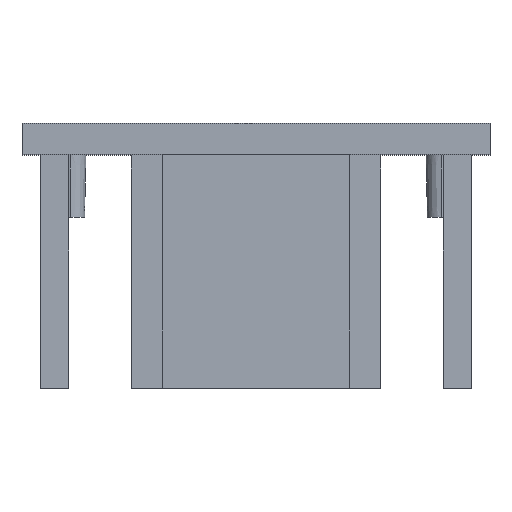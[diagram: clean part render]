
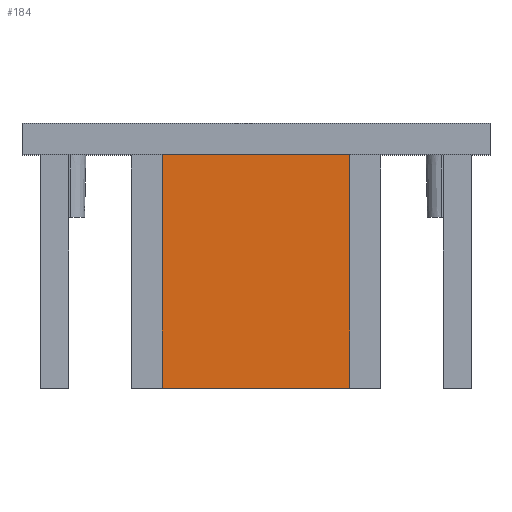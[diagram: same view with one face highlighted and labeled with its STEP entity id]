
A CAD part, top view. The second image highlights one B-rep face of the part: STEP entity #184.
In plain terms, the highlighted planar face has unit normal (0, 0, 1).
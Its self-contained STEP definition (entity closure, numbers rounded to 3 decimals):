
#44 = PLANE ( 'NONE',  #206 ) ;
#46 = CARTESIAN_POINT ( 'NONE',  ( 6., -1., 13.5 ) ) ;
#50 = VECTOR ( 'NONE', #164, 1000. ) ;
#104 = CARTESIAN_POINT ( 'NONE',  ( 6., -1., 13.5 ) ) ;
#164 = DIRECTION ( 'NONE',  ( 0., 1., 0. ) ) ;
#168 = DIRECTION ( 'NONE',  ( -1., 0., 0. ) ) ;
#181 = ORIENTED_EDGE ( 'NONE', *, *, #622, .T. ) ;
#184 = ADVANCED_FACE ( 'NONE', ( #740 ), #44, .F. ) ;
#193 = CARTESIAN_POINT ( 'NONE',  ( -6., -1., 13.5 ) ) ;
#206 = AXIS2_PLACEMENT_3D ( 'NONE', #901, #756, #537 ) ;
#267 = ORIENTED_EDGE ( 'NONE', *, *, #911, .T. ) ;
#305 = VECTOR ( 'NONE', #168, 1000. ) ;
#333 = CARTESIAN_POINT ( 'NONE',  ( 6., -16., 13.5 ) ) ;
#380 = VECTOR ( 'NONE', #830, 1000. ) ;
#394 = VERTEX_POINT ( 'NONE', #333 ) ;
#412 = VERTEX_POINT ( 'NONE', #193 ) ;
#500 = EDGE_CURVE ( 'NONE', #916, #412, #786, .T. ) ;
#516 = CARTESIAN_POINT ( 'NONE',  ( -6., -16., 13.5 ) ) ;
#530 = EDGE_LOOP ( 'NONE', ( #181, #754, #776, #267 ) ) ;
#537 = DIRECTION ( 'NONE',  ( 0., 1., 0. ) ) ;
#558 = DIRECTION ( 'NONE',  ( 0., 1., 0. ) ) ;
#569 = LINE ( 'NONE', #686, #380 ) ;
#622 = EDGE_CURVE ( 'NONE', #763, #412, #877, .T. ) ;
#639 = CARTESIAN_POINT ( 'NONE',  ( -6., -16., 13.5 ) ) ;
#671 = LINE ( 'NONE', #922, #795 ) ;
#686 = CARTESIAN_POINT ( 'NONE',  ( 6., -16., 13.5 ) ) ;
#740 = FACE_OUTER_BOUND ( 'NONE', #530, .T. ) ;
#750 = EDGE_CURVE ( 'NONE', #394, #916, #569, .T. ) ;
#754 = ORIENTED_EDGE ( 'NONE', *, *, #500, .F. ) ;
#756 = DIRECTION ( 'NONE',  ( 0., 0., -1. ) ) ;
#763 = VERTEX_POINT ( 'NONE', #46 ) ;
#776 = ORIENTED_EDGE ( 'NONE', *, *, #750, .F. ) ;
#786 = LINE ( 'NONE', #516, #50 ) ;
#795 = VECTOR ( 'NONE', #558, 1000. ) ;
#830 = DIRECTION ( 'NONE',  ( -1., 0., 0. ) ) ;
#877 = LINE ( 'NONE', #104, #305 ) ;
#901 = CARTESIAN_POINT ( 'NONE',  ( 6., -16., 13.5 ) ) ;
#911 = EDGE_CURVE ( 'NONE', #394, #763, #671, .T. ) ;
#916 = VERTEX_POINT ( 'NONE', #639 ) ;
#922 = CARTESIAN_POINT ( 'NONE',  ( 6., -16., 13.5 ) ) ;
